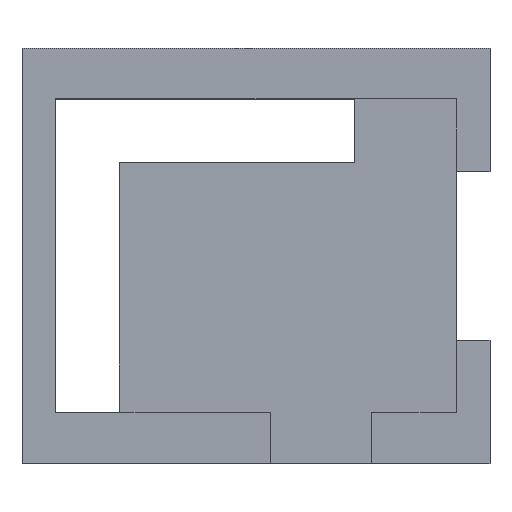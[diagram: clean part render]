
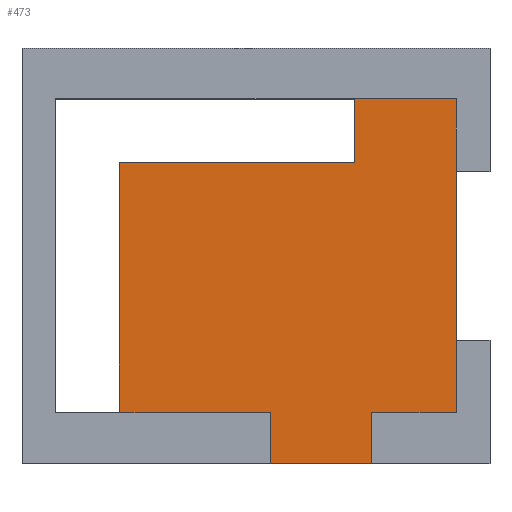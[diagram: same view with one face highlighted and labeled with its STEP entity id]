
A CAD part, top view. The second image highlights one B-rep face of the part: STEP entity #473.
In plain terms, the highlighted planar face has unit normal (0, 0, 1).
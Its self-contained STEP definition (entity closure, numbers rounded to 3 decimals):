
#41=FACE_OUTER_BOUND('',#64,.T.);
#64=EDGE_LOOP('',(#403,#404,#405,#406,#407,#408,#409,#410,#411,#412,#413,
#414));
#67=LINE('',#635,#131);
#71=LINE('',#643,#135);
#74=LINE('',#649,#138);
#80=LINE('',#662,#144);
#84=LINE('',#671,#148);
#96=LINE('',#695,#160);
#100=LINE('',#703,#164);
#105=LINE('',#711,#169);
#110=LINE('',#721,#174);
#111=LINE('',#723,#175);
#120=LINE('',#740,#184);
#127=LINE('',#753,#191);
#131=VECTOR('',#520,10.);
#135=VECTOR('',#526,10.);
#138=VECTOR('',#531,10.);
#144=VECTOR('',#541,10.);
#148=VECTOR('',#547,10.);
#160=VECTOR('',#563,10.);
#164=VECTOR('',#569,10.);
#169=VECTOR('',#576,10.);
#174=VECTOR('',#585,10.);
#175=VECTOR('',#588,10.);
#184=VECTOR('',#605,10.);
#191=VECTOR('',#618,10.);
#195=VERTEX_POINT('',#633);
#196=VERTEX_POINT('',#634);
#199=VERTEX_POINT('',#642);
#201=VERTEX_POINT('',#648);
#205=VERTEX_POINT('',#660);
#206=VERTEX_POINT('',#661);
#209=VERTEX_POINT('',#669);
#210=VERTEX_POINT('',#670);
#219=VERTEX_POINT('',#693);
#220=VERTEX_POINT('',#694);
#223=VERTEX_POINT('',#702);
#228=VERTEX_POINT('',#719);
#237=EDGE_CURVE('',#195,#196,#67,.T.);
#241=EDGE_CURVE('',#196,#199,#71,.T.);
#244=EDGE_CURVE('',#201,#195,#74,.T.);
#250=EDGE_CURVE('',#205,#206,#80,.T.);
#254=EDGE_CURVE('',#209,#210,#84,.T.);
#266=EDGE_CURVE('',#219,#220,#96,.T.);
#270=EDGE_CURVE('',#220,#223,#100,.T.);
#275=EDGE_CURVE('',#223,#205,#105,.T.);
#280=EDGE_CURVE('',#210,#228,#110,.T.);
#281=EDGE_CURVE('',#228,#219,#111,.T.);
#290=EDGE_CURVE('',#201,#206,#120,.T.);
#297=EDGE_CURVE('',#199,#209,#127,.T.);
#403=ORIENTED_EDGE('',*,*,#241,.T.);
#404=ORIENTED_EDGE('',*,*,#297,.T.);
#405=ORIENTED_EDGE('',*,*,#254,.T.);
#406=ORIENTED_EDGE('',*,*,#280,.T.);
#407=ORIENTED_EDGE('',*,*,#281,.T.);
#408=ORIENTED_EDGE('',*,*,#266,.T.);
#409=ORIENTED_EDGE('',*,*,#270,.T.);
#410=ORIENTED_EDGE('',*,*,#275,.T.);
#411=ORIENTED_EDGE('',*,*,#250,.T.);
#412=ORIENTED_EDGE('',*,*,#290,.F.);
#413=ORIENTED_EDGE('',*,*,#244,.T.);
#414=ORIENTED_EDGE('',*,*,#237,.T.);
#450=PLANE('',#511);
#473=ADVANCED_FACE('',(#41),#450,.T.);
#511=AXIS2_PLACEMENT_3D('',#759,#624,#625);
#520=DIRECTION('',(1.,0.,0.));
#526=DIRECTION('',(0.,1.,0.));
#531=DIRECTION('',(0.,1.,0.));
#541=DIRECTION('',(0.,-1.,0.));
#547=DIRECTION('',(0.,1.,0.));
#563=DIRECTION('',(-1.,0.,0.));
#569=DIRECTION('',(0.,-1.,0.));
#576=DIRECTION('',(1.,0.,0.));
#585=DIRECTION('',(-1.,0.,0.));
#588=DIRECTION('',(0.,-1.,0.));
#605=DIRECTION('',(-1.,0.,0.));
#618=DIRECTION('',(0.,1.,0.));
#624=DIRECTION('center_axis',(0.,0.,1.));
#625=DIRECTION('ref_axis',(1.,0.,0.));
#633=CARTESIAN_POINT('',(18.7,0.,0.));
#634=CARTESIAN_POINT('',(23.7,0.,0.));
#635=CARTESIAN_POINT('',(17.775,0.,0.));
#642=CARTESIAN_POINT('',(23.7,4.3,0.));
#643=CARTESIAN_POINT('',(23.7,6.8,0.));
#648=CARTESIAN_POINT('',(18.7,-3.,0.));
#649=CARTESIAN_POINT('',(18.7,4.65,0.));
#660=CARTESIAN_POINT('',(12.7,0.,0.));
#661=CARTESIAN_POINT('',(12.7,-3.,0.));
#662=CARTESIAN_POINT('',(12.7,3.15,0.));
#669=CARTESIAN_POINT('',(23.7,14.3,0.));
#670=CARTESIAN_POINT('',(23.7,18.6,0.));
#671=CARTESIAN_POINT('',(23.7,13.95,0.));
#693=CARTESIAN_POINT('',(17.7,14.85,0.));
#694=CARTESIAN_POINT('',(3.75,14.85,0.));
#695=CARTESIAN_POINT('',(3.75,14.85,0.));
#702=CARTESIAN_POINT('',(3.75,0.,0.));
#703=CARTESIAN_POINT('',(3.75,0.,0.));
#711=CARTESIAN_POINT('',(12.275,0.,0.));
#719=CARTESIAN_POINT('',(17.7,18.6,0.));
#721=CARTESIAN_POINT('',(5.925,18.6,0.));
#723=CARTESIAN_POINT('',(17.7,14.85,0.));
#740=CARTESIAN_POINT('',(25.7,-3.,0.));
#753=CARTESIAN_POINT('',(23.7,0.,0.));
#759=CARTESIAN_POINT('Origin',(11.85,9.3,0.));
